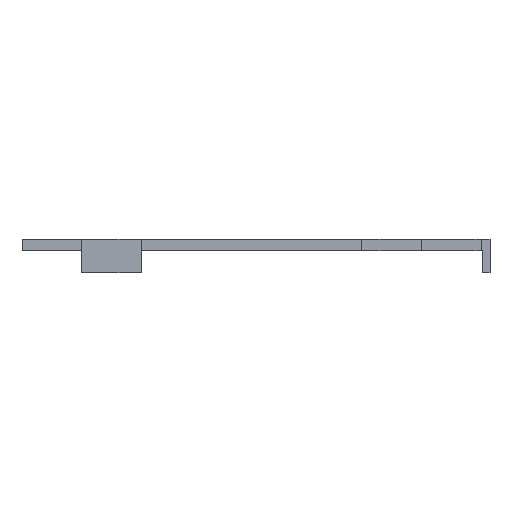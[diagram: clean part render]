
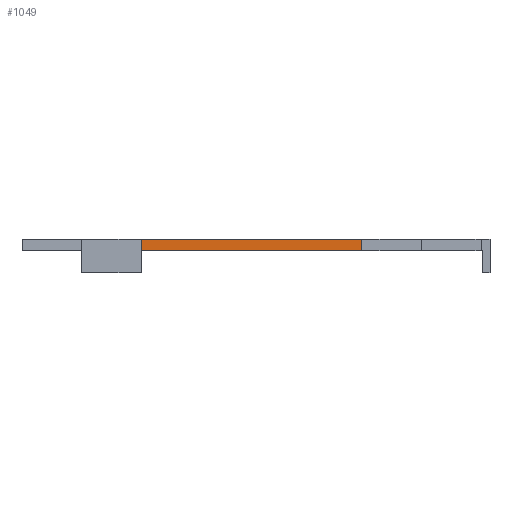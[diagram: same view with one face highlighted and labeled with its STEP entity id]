
A CAD part, left-side view. The second image highlights one B-rep face of the part: STEP entity #1049.
In plain terms, the highlighted planar face has unit normal (-1, 0, 0).
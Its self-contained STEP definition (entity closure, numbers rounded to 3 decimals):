
#29 = PLANE ( 'NONE',  #669 ) ;
#34 = CARTESIAN_POINT ( 'NONE',  ( -35.5, 19.25, 0. ) ) ;
#35 = DIRECTION ( 'NONE',  ( 1., 0., 0. ) ) ;
#40 = DIRECTION ( 'NONE',  ( 0., 1., 0. ) ) ;
#95 = VERTEX_POINT ( 'NONE', #584 ) ;
#111 = DIRECTION ( 'NONE',  ( 0., 1., 0. ) ) ;
#115 = CARTESIAN_POINT ( 'NONE',  ( -35.5, 19.25, 2. ) ) ;
#194 = LINE ( 'NONE', #115, #1012 ) ;
#234 = CARTESIAN_POINT ( 'NONE',  ( -35.5, -17.75, 0. ) ) ;
#261 = EDGE_CURVE ( 'NONE', #372, #734, #1140, .T. ) ;
#280 = EDGE_CURVE ( 'NONE', #372, #95, #1082, .T. ) ;
#322 = CARTESIAN_POINT ( 'NONE',  ( -35.5, 19.25, 0. ) ) ;
#369 = DIRECTION ( 'NONE',  ( 0., 0., 1. ) ) ;
#372 = VERTEX_POINT ( 'NONE', #234 ) ;
#404 = EDGE_CURVE ( 'NONE', #734, #539, #459, .T. ) ;
#448 = ORIENTED_EDGE ( 'NONE', *, *, #261, .F. ) ;
#459 = LINE ( 'NONE', #322, #660 ) ;
#539 = VERTEX_POINT ( 'NONE', #975 ) ;
#584 = CARTESIAN_POINT ( 'NONE',  ( -35.5, -17.75, 2. ) ) ;
#660 = VECTOR ( 'NONE', #369, 1000. ) ;
#669 = AXIS2_PLACEMENT_3D ( 'NONE', #34, #35, #40 ) ;
#734 = VERTEX_POINT ( 'NONE', #878 ) ;
#799 = CARTESIAN_POINT ( 'NONE',  ( -35.5, 19.25, 0. ) ) ;
#817 = DIRECTION ( 'NONE',  ( 0., 1., 0. ) ) ;
#832 = CARTESIAN_POINT ( 'NONE',  ( -35.5, -17.75, 0. ) ) ;
#837 = DIRECTION ( 'NONE',  ( 0., 0., 1. ) ) ;
#842 = EDGE_CURVE ( 'NONE', #95, #539, #194, .T. ) ;
#878 = CARTESIAN_POINT ( 'NONE',  ( -35.5, 19.25, 0. ) ) ;
#952 = EDGE_LOOP ( 'NONE', ( #954, #1077, #448, #1097 ) ) ;
#954 = ORIENTED_EDGE ( 'NONE', *, *, #842, .T. ) ;
#975 = CARTESIAN_POINT ( 'NONE',  ( -35.5, 19.25, 2. ) ) ;
#1012 = VECTOR ( 'NONE', #111, 1000. ) ;
#1049 = ADVANCED_FACE ( 'NONE', ( #1121 ), #29, .F. ) ;
#1077 = ORIENTED_EDGE ( 'NONE', *, *, #404, .F. ) ;
#1082 = LINE ( 'NONE', #832, #1222 ) ;
#1097 = ORIENTED_EDGE ( 'NONE', *, *, #280, .T. ) ;
#1121 = FACE_OUTER_BOUND ( 'NONE', #952, .T. ) ;
#1140 = LINE ( 'NONE', #799, #1182 ) ;
#1182 = VECTOR ( 'NONE', #817, 1000. ) ;
#1222 = VECTOR ( 'NONE', #837, 1000. ) ;
